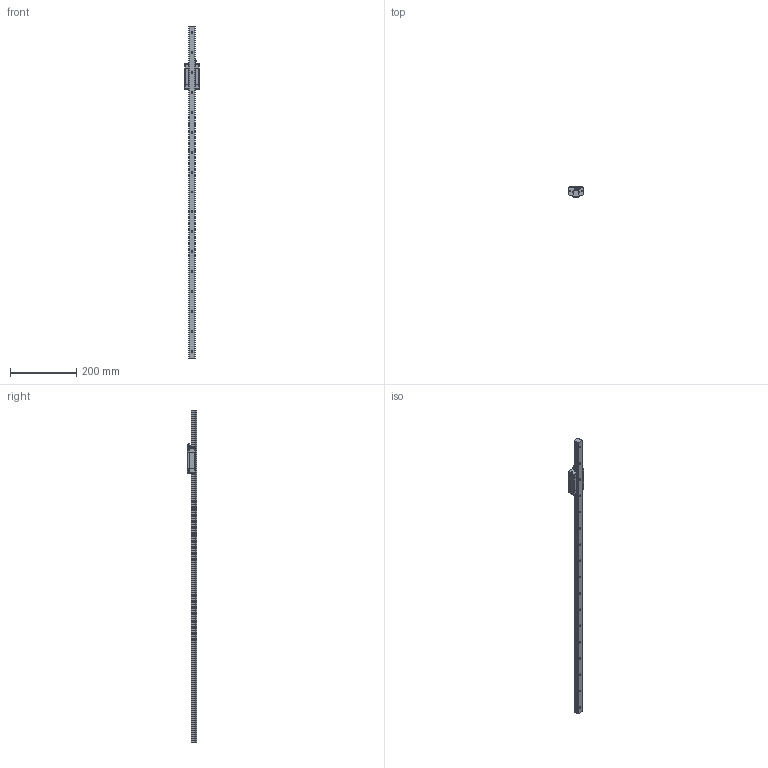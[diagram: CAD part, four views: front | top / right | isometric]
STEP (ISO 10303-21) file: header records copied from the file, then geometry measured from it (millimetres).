
FILE_DESCRIPTION (( 'STEP AP214' ), '1' );
FILE_NAME ('HGR20 LINEAR GUIDE SUBASSEMBLY, 1X HGH20CAZ0C.STEP', '2019-03-07T08:54:34', ( '' ), ( '' ), 'SwSTEP 2.0', 'SolidWorks 2018', '' );
FILE_SCHEMA (( 'AUTOMOTIVE_DESIGN' ));
Length unit declared in the file: millimetre
Products named in the file (13): HGH20CAZ0C, SCREW HEAD; HGR20R LINEAR GUIDE RAIL, CONFIGURABLE_1000 mm; HGH20CAZ0C, BLOCK OIL FILLING PART; HGR20 LINEAR GUIDE SUBASSEMBLY, 1X HGH20CAZ0C; HGR20R LINEAR GUIDE RAIL, CONFIGURABLE; HGH20CAZ0C; HGH20CAZ0C, BLOCK, MIDSECTION
Assembly tree (8 placements, depth 3):
  HGH20CAZ0C, SCREW HEAD
  HGR20 LINEAR GUIDE SUBASSEMBLY, 1X HGH20CAZ0C
    HGR20R LINEAR GUIDE RAIL, CONFIGURABLE_1000 mm
    HGH20CAZ0C
      HGH20CAZ0C, BLOCK, MIDSECTION
      HGH20CAZ0C, BLOCK OIL FILLING PART
      HGH20CAZ0C, SCREW HEAD  x4
  HGH20CAZ0C, SCREW HEAD
  HGR20R LINEAR GUIDE RAIL, CONFIGURABLE
  HGH20CAZ0C, BLOCK OIL FILLING PART
Bounding box: 44 x 30 x 1000 mm (x, y, z)
Volume: 351943.9 mm3; surface area: 106576.5 mm2
Topology: 11 solids, 11 shells, 487 faces, 1269 edges, 828 vertices
Faces by surface type: plane 275, cylinder 156, cone 45, bspline 11
Entity records: 15679 total; most frequent: CARTESIAN_POINT 2630, DIRECTION 2285, ORIENTED_EDGE 2230, EDGE_CURVE 1115, AXIS2_PLACEMENT_3D 795, VERTEX_POINT 732, LINE 695, VECTOR 695
